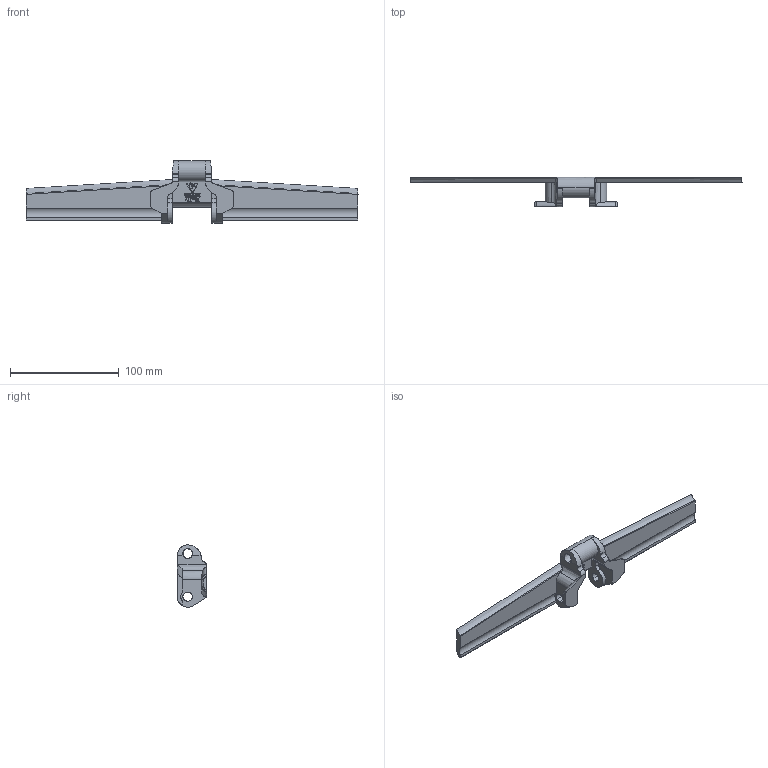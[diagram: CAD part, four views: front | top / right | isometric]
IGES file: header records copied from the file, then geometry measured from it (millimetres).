
Start section: SolidWorks IGES file using analytic representation for surfaces
Global section: file name: Bellt - 011021 - Bflex 882 K1200 Tab.IGS; native system: SolidWorks 2024; preprocessor: SolidWorks 2024; author: User; date: 250922.134728; units: millimetre
Bounding box: 304.8 x 27 x 57.1 mm (x, y, z)
Surface area: 30570.1 mm2 (no closed solid volume)
Topology: 0 solids, 0 shells, 437 faces, 5568 edges, 5568 vertices
Faces by surface type: bspline 382, revolution 55
